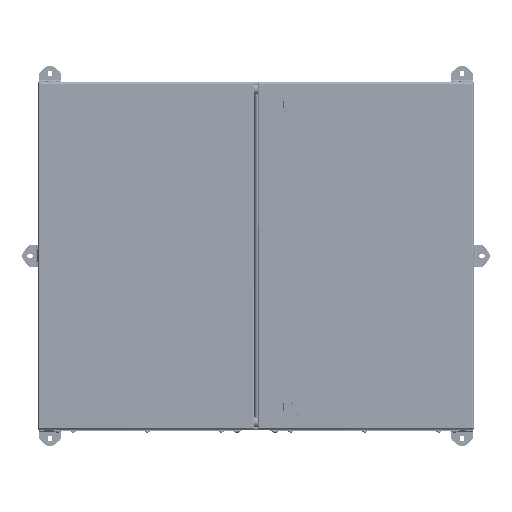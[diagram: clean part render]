
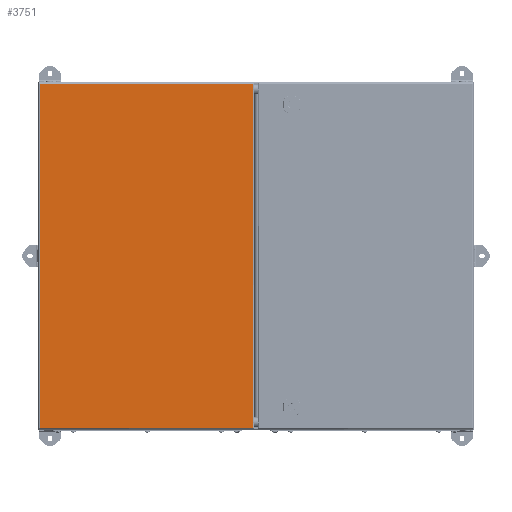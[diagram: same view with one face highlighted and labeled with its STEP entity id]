
A CAD part, top view. The second image highlights one B-rep face of the part: STEP entity #3751.
In plain terms, the highlighted planar face has unit normal (0, 0, 1).
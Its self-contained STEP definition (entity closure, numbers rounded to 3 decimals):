
#1120 = EDGE_CURVE ( 'NONE', #60783, #46276, #90261, .T. ) ;
#2457 = EDGE_CURVE ( 'NONE', #46276, #32386, #27438, .T. ) ;
#3751 = ADVANCED_FACE ( 'NONE', ( #25456 ), #38341, .T. ) ;
#6763 = EDGE_CURVE ( 'NONE', #32386, #44695, #28713, .T. ) ;
#10240 = CARTESIAN_POINT ( 'NONE',  ( 244.5, -395.293, 0. ) ) ;
#10321 = VECTOR ( 'NONE', #33420, 1000. ) ;
#11691 = CARTESIAN_POINT ( 'NONE',  ( -244.5, 394.5, 0. ) ) ;
#13179 = ORIENTED_EDGE ( 'NONE', *, *, #6763, .T. ) ;
#15785 = DIRECTION ( 'NONE',  ( 1., 0., 0. ) ) ;
#25456 = FACE_OUTER_BOUND ( 'NONE', #36347, .T. ) ;
#27438 = LINE ( 'NONE', #32995, #10321 ) ;
#28713 = LINE ( 'NONE', #78694, #80567 ) ;
#32386 = VERTEX_POINT ( 'NONE', #49179 ) ;
#32995 = CARTESIAN_POINT ( 'NONE',  ( -244.5, 395.293, 0. ) ) ;
#33420 = DIRECTION ( 'NONE',  ( 0., -1., 0. ) ) ;
#36347 = EDGE_LOOP ( 'NONE', ( #44131, #79612, #13179, #70536 ) ) ;
#37941 = EDGE_CURVE ( 'NONE', #44695, #60783, #89198, .T. ) ;
#38341 = PLANE ( 'NONE',  #65998 ) ;
#40229 = CARTESIAN_POINT ( 'NONE',  ( 245.293, 394.5, 0. ) ) ;
#44131 = ORIENTED_EDGE ( 'NONE', *, *, #1120, .T. ) ;
#44695 = VERTEX_POINT ( 'NONE', #75657 ) ;
#45618 = DIRECTION ( 'NONE',  ( 0., 1., 0. ) ) ;
#46276 = VERTEX_POINT ( 'NONE', #11691 ) ;
#49179 = CARTESIAN_POINT ( 'NONE',  ( -244.5, -394.5, 0. ) ) ;
#55285 = DIRECTION ( 'NONE',  ( -1., 0., 0. ) ) ;
#59444 = DIRECTION ( 'NONE',  ( 1., 0., 0. ) ) ;
#60783 = VERTEX_POINT ( 'NONE', #64325 ) ;
#64325 = CARTESIAN_POINT ( 'NONE',  ( 244.5, 394.5, 0. ) ) ;
#65998 = AXIS2_PLACEMENT_3D ( 'NONE', #74139, #66327, #59444 ) ;
#66327 = DIRECTION ( 'NONE',  ( 0., 0., 1. ) ) ;
#70536 = ORIENTED_EDGE ( 'NONE', *, *, #37941, .T. ) ;
#72247 = VECTOR ( 'NONE', #45618, 1000. ) ;
#74139 = CARTESIAN_POINT ( 'NONE',  ( 0., 0., 0. ) ) ;
#75657 = CARTESIAN_POINT ( 'NONE',  ( 244.5, -394.5, 0. ) ) ;
#78694 = CARTESIAN_POINT ( 'NONE',  ( -245.293, -394.5, 0. ) ) ;
#79612 = ORIENTED_EDGE ( 'NONE', *, *, #2457, .T. ) ;
#80525 = VECTOR ( 'NONE', #55285, 1000. ) ;
#80567 = VECTOR ( 'NONE', #15785, 1000. ) ;
#89198 = LINE ( 'NONE', #10240, #72247 ) ;
#90261 = LINE ( 'NONE', #40229, #80525 ) ;
